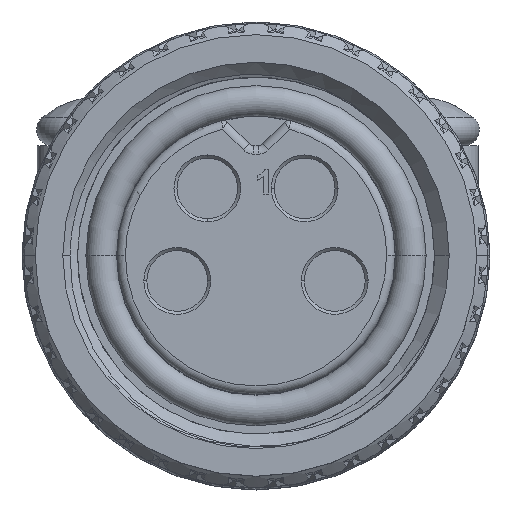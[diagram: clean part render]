
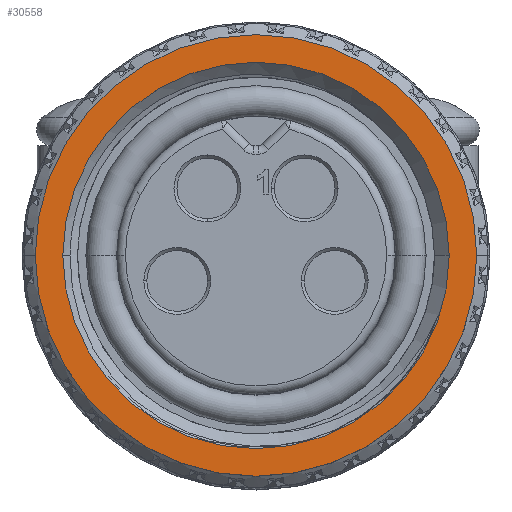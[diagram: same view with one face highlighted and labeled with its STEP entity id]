
A CAD part, top view. The second image highlights one B-rep face of the part: STEP entity #30558.
In plain terms, the highlighted planar face has unit normal (0, 0, 1).
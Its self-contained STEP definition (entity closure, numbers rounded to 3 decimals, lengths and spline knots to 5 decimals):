
#2164 = CARTESIAN_POINT ( 'NONE',  ( 0.315, 0., -0.095 ) ) ;
#2238 = CARTESIAN_POINT ( 'NONE',  ( -0.315, 0., -0.095 ) ) ;
#2306 = CARTESIAN_POINT ( 'NONE',  ( 0.36, 0., -0.095 ) ) ;
#2310 = CARTESIAN_POINT ( 'NONE',  ( -0.36, 0., -0.095 ) ) ;
#11586 = AXIS2_PLACEMENT_3D ( 'NONE', #76287, #76288, #76289 ) ;
#11589 = FACE_BOUND ( 'NONE', #21157, .T. ) ;
#11600 = FACE_OUTER_BOUND ( 'NONE', #21163, .T. ) ;
#13428 = ORIENTED_EDGE ( 'NONE', *, *, #29241, .F. ) ;
#13486 = ORIENTED_EDGE ( 'NONE', *, *, #28181, .T. ) ;
#13489 = ORIENTED_EDGE ( 'NONE', *, *, #20855, .F. ) ;
#13510 = ORIENTED_EDGE ( 'NONE', *, *, #20864, .T. ) ;
#19222 = CARTESIAN_POINT ( 'NONE',  ( 0., 0., -0.095 ) ) ;
#19223 = DIRECTION ( 'NONE',  ( 0., 0., -1. ) ) ;
#19224 = DIRECTION ( 'NONE',  ( 1., 0., 0. ) ) ;
#20855 = EDGE_CURVE ( 'NONE', #22066, #22064, #104669, .T. ) ;
#20864 = EDGE_CURVE ( 'NONE', #21946, #22009, #104673, .T. ) ;
#21157 = EDGE_LOOP ( 'NONE', ( #13510, #13486 ) ) ;
#21163 = EDGE_LOOP ( 'NONE', ( #13428, #13489 ) ) ;
#21946 = VERTEX_POINT ( 'NONE', #2164 ) ;
#22009 = VERTEX_POINT ( 'NONE', #2238 ) ;
#22064 = VERTEX_POINT ( 'NONE', #2306 ) ;
#22066 = VERTEX_POINT ( 'NONE', #2310 ) ;
#22586 = AXIS2_PLACEMENT_3D ( 'NONE', #79132, #79134, #79136 ) ;
#22949 = AXIS2_PLACEMENT_3D ( 'NONE', #79171, #79173, #79175 ) ;
#28181 = EDGE_CURVE ( 'NONE', #22009, #21946, #111205, .T. ) ;
#29241 = EDGE_CURVE ( 'NONE', #22064, #22066, #111235, .T. ) ;
#30558 = ADVANCED_FACE ( 'NONE', ( #11600, #11589 ), #76286, .T. ) ;
#33870 = CARTESIAN_POINT ( 'NONE',  ( 0., 0., -0.095 ) ) ;
#33871 = DIRECTION ( 'NONE',  ( 0., 0., -1. ) ) ;
#33872 = DIRECTION ( 'NONE',  ( 1., 0., 0. ) ) ;
#76286 = PLANE ( 'NONE',  #11586 ) ;
#76287 = CARTESIAN_POINT ( 'NONE',  ( 0., -0.315, -0.095 ) ) ;
#76288 = DIRECTION ( 'NONE',  ( 0., 0., 1. ) ) ;
#76289 = DIRECTION ( 'NONE',  ( 1., 0., 0. ) ) ;
#79132 = CARTESIAN_POINT ( 'NONE',  ( 0., 0., -0.095 ) ) ;
#79134 = DIRECTION ( 'NONE',  ( 0., 0., -1. ) ) ;
#79136 = DIRECTION ( 'NONE',  ( 1., 0., 0. ) ) ;
#79171 = CARTESIAN_POINT ( 'NONE',  ( 0., 0., -0.095 ) ) ;
#79173 = DIRECTION ( 'NONE',  ( 0., 0., -1. ) ) ;
#79175 = DIRECTION ( 'NONE',  ( 1., 0., 0. ) ) ;
#86345 = AXIS2_PLACEMENT_3D ( 'NONE', #33870, #33871, #33872 ) ;
#86809 = AXIS2_PLACEMENT_3D ( 'NONE', #19222, #19223, #19224 ) ;
#104669 = CIRCLE ( 'NONE', #22586, 0.36 ) ;
#104673 = CIRCLE ( 'NONE', #22949, 0.315 ) ;
#111205 = CIRCLE ( 'NONE', #86809, 0.315 ) ;
#111235 = CIRCLE ( 'NONE', #86345, 0.36 ) ;
